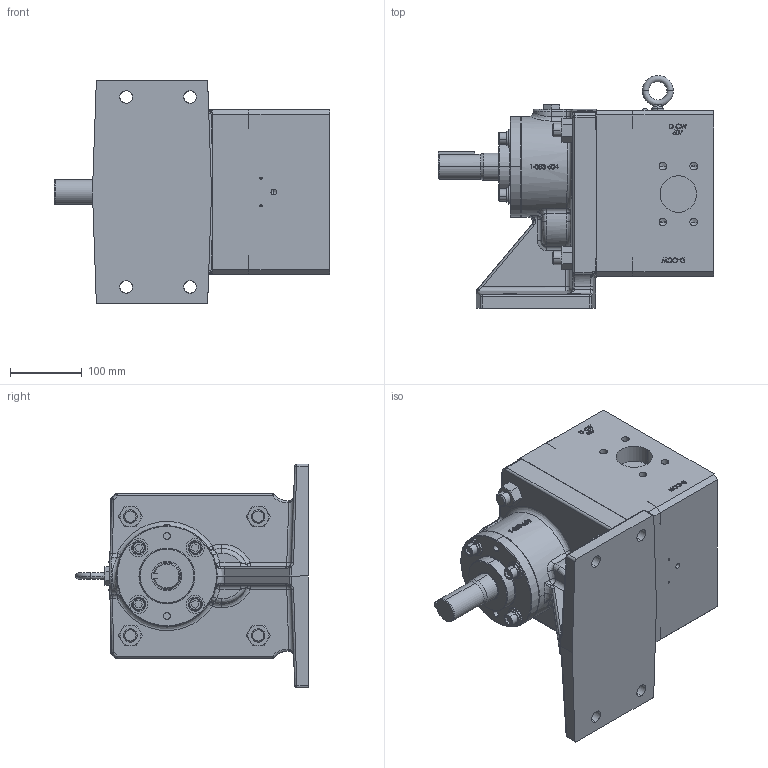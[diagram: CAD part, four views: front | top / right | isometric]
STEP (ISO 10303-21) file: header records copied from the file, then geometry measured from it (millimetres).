
FILE_DESCRIPTION (( 'STEP AP214' ), '1' );
FILE_NAME ('GPV-1420-051-U.STEP', '2018-10-31T18:45:23', ( '' ), ( '' ), 'SwSTEP 2.0', 'SolidWorks 2017', '' );
FILE_SCHEMA (( 'AUTOMOTIVE_DESIGN' ));
Length unit declared in the file: inch
Products named in the file (1): GPV-1420-051-U
Bounding box: 382.97 x 323.85 x 311.15 mm (x, y, z)
Volume: 13368651.1 mm3; surface area: 548903.4 mm2
Topology: 1 solids, 1 shells, 1769 faces, 4421 edges, 2859 vertices
Faces by surface type: plane 992, bspline 397, cylinder 239, cone 103, sphere 30, torus 8
Entity records: 88431 total; most frequent: CARTESIAN_POINT 35549, ORIENTED_EDGE 8790, DIRECTION 6741, EDGE_CURVE 4395, VECTOR 2875, LINE 2875, VERTEX_POINT 2859, EDGE_LOOP 2026
